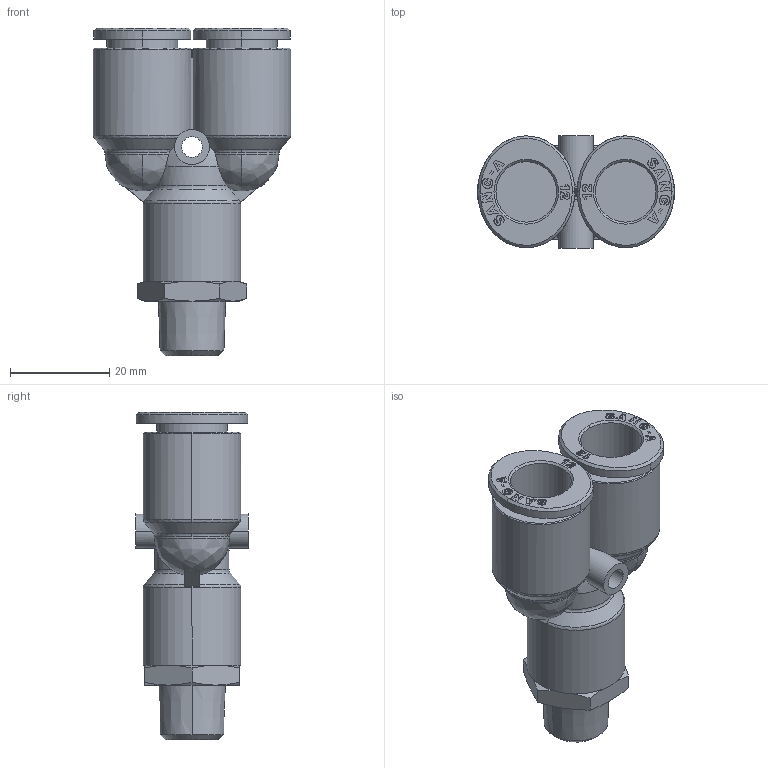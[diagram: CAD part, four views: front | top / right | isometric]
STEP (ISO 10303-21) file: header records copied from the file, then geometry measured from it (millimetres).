
FILE_DESCRIPTION (( 'STEP AP214' ), '1' );
FILE_NAME ('PWT12-02.stp', '2015-10-07T11:41:46', ( '' ), ( '' ), 'SwSTEP 2.0', 'SolidWorks 2015', '' );
FILE_SCHEMA (( 'AUTOMOTIVE_DESIGN' ));
Length unit declared in the file: millimetre
Products named in the file (2): ｦ+ﾃｦ1_1; PWT12-02
Assembly tree (1 placements, depth 2):
  PWT12-02
    ｦ+ﾃｦ1_1
Bounding box: 39.7 x 22.7 x 65.9 mm (x, y, z)
Volume: 19740.2 mm3; surface area: 9790.6 mm2
Topology: 1 solids, 1 shells, 800 faces, 2287 edges, 1518 vertices
Faces by surface type: plane 697, cone 35, bspline 32, cylinder 29, torus 7
Entity records: 28675 total; most frequent: CARTESIAN_POINT 6966, ORIENTED_EDGE 4574, DIRECTION 3826, EDGE_CURVE 2287, LINE 2010, VECTOR 2010, VERTEX_POINT 1518, AXIS2_PLACEMENT_3D 908
